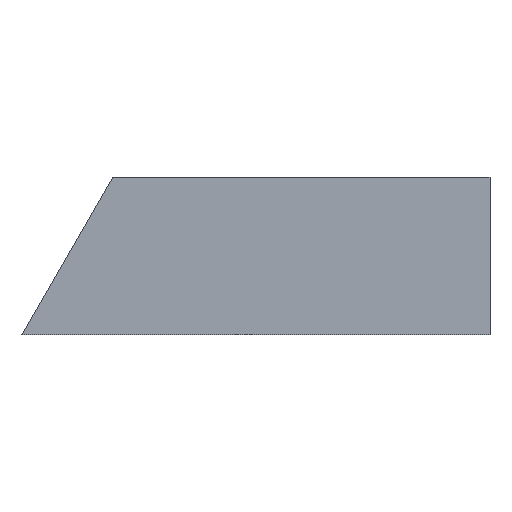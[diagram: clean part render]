
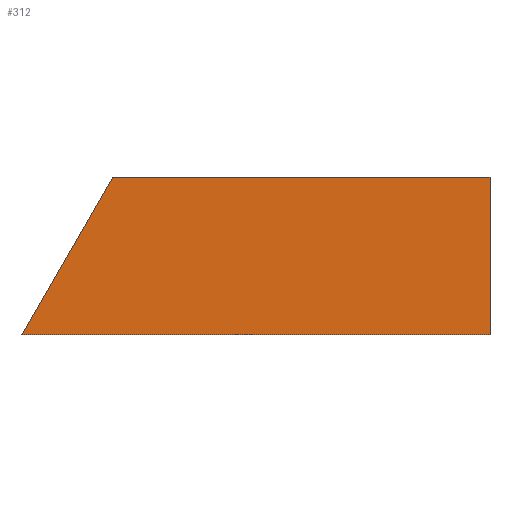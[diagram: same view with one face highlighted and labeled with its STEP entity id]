
A CAD part, front view. The second image highlights one B-rep face of the part: STEP entity #312.
In plain terms, the highlighted planar face has unit normal (0, -1, 0).
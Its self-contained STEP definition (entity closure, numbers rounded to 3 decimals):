
#32 = EDGE_CURVE('',#33,#35,#37,.T.);
#33 = VERTEX_POINT('',#34);
#34 = CARTESIAN_POINT('',(-18.887,-66.,-10.));
#35 = VERTEX_POINT('',#36);
#36 = CARTESIAN_POINT('',(-4.,-66.,-10.));
#37 = SURFACE_CURVE('',#38,(#42,#53),.PCURVE_S1.);
#38 = LINE('',#39,#40);
#39 = CARTESIAN_POINT('',(-16.,-66.,-10.));
#40 = VECTOR('',#41,1.);
#41 = DIRECTION('',(1.,0.,0.));
#42 = PCURVE('',#43,#48);
#43 = PLANE('',#44);
#44 = AXIS2_PLACEMENT_3D('',#45,#46,#47);
#45 = CARTESIAN_POINT('',(-10.,-42.,-10.));
#46 = DIRECTION('',(0.,0.,-1.));
#47 = DIRECTION('',(-1.,0.,0.));
#48 = DEFINITIONAL_REPRESENTATION('',(#49),#52);
#49 = B_SPLINE_CURVE_WITH_KNOTS('',1,(#50,#51),.UNSPECIFIED.,.F.,.F.,(2,
    2),(-2.887,12.),.PIECEWISE_BEZIER_KNOTS.);
#50 = CARTESIAN_POINT('',(8.887,-24.));
#51 = CARTESIAN_POINT('',(-6.,-24.));
#52 = ( GEOMETRIC_REPRESENTATION_CONTEXT(2) 
PARAMETRIC_REPRESENTATION_CONTEXT() REPRESENTATION_CONTEXT('2D SPACE',''
  ) );
#53 = PCURVE('',#54,#59);
#54 = PLANE('',#55);
#55 = AXIS2_PLACEMENT_3D('',#56,#57,#58);
#56 = CARTESIAN_POINT('',(-16.,-66.,-10.));
#57 = DIRECTION('',(0.,1.,0.));
#58 = DIRECTION('',(1.,0.,0.));
#59 = DEFINITIONAL_REPRESENTATION('',(#60),#63);
#60 = B_SPLINE_CURVE_WITH_KNOTS('',1,(#61,#62),.UNSPECIFIED.,.F.,.F.,(2,
    2),(-2.887,12.),.PIECEWISE_BEZIER_KNOTS.);
#61 = CARTESIAN_POINT('',(-2.887,0.));
#62 = CARTESIAN_POINT('',(12.,0.));
#63 = ( GEOMETRIC_REPRESENTATION_CONTEXT(2) 
PARAMETRIC_REPRESENTATION_CONTEXT() REPRESENTATION_CONTEXT('2D SPACE',''
  ) );
#80 = PLANE('',#81);
#81 = AXIS2_PLACEMENT_3D('',#82,#83,#84);
#82 = CARTESIAN_POINT('',(-18.5,-18.,-9.33));
#83 = DIRECTION('',(0.866,0.,-0.5));
#84 = DIRECTION('',(0.,-1.,0.));
#131 = PLANE('',#132);
#132 = AXIS2_PLACEMENT_3D('',#133,#134,#135);
#133 = CARTESIAN_POINT('',(-4.,-66.,-10.));
#134 = DIRECTION('',(-1.,0.,0.));
#135 = DIRECTION('',(0.,1.,0.));
#312 = ADVANCED_FACE('',(#313),#54,.F.);
#313 = FACE_BOUND('',#314,.F.);
#314 = EDGE_LOOP('',(#315,#336,#364,#385));
#315 = ORIENTED_EDGE('',*,*,#316,.T.);
#316 = EDGE_CURVE('',#33,#317,#319,.T.);
#317 = VERTEX_POINT('',#318);
#318 = CARTESIAN_POINT('',(-16.,-66.,-5.));
#319 = SURFACE_CURVE('',#320,(#324,#330),.PCURVE_S1.);
#320 = LINE('',#321,#322);
#321 = CARTESIAN_POINT('',(-18.333,-66.,-9.04));
#322 = VECTOR('',#323,1.);
#323 = DIRECTION('',(0.5,0.,0.866));
#324 = PCURVE('',#54,#325);
#325 = DEFINITIONAL_REPRESENTATION('',(#326),#329);
#326 = B_SPLINE_CURVE_WITH_KNOTS('',1,(#327,#328),.UNSPECIFIED.,.F.,.F.,
  (2,2),(-1.108,4.665),.PIECEWISE_BEZIER_KNOTS.);
#327 = CARTESIAN_POINT('',(-2.887,0.));
#328 = CARTESIAN_POINT('',(0.,-5.));
#329 = ( GEOMETRIC_REPRESENTATION_CONTEXT(2) 
PARAMETRIC_REPRESENTATION_CONTEXT() REPRESENTATION_CONTEXT('2D SPACE',''
  ) );
#330 = PCURVE('',#80,#331);
#331 = DEFINITIONAL_REPRESENTATION('',(#332),#335);
#332 = B_SPLINE_CURVE_WITH_KNOTS('',1,(#333,#334),.UNSPECIFIED.,.F.,.F.,
  (2,2),(-1.108,4.665),.PIECEWISE_BEZIER_KNOTS.);
#333 = CARTESIAN_POINT('',(48.,0.774));
#334 = CARTESIAN_POINT('',(48.,-5.));
#335 = ( GEOMETRIC_REPRESENTATION_CONTEXT(2) 
PARAMETRIC_REPRESENTATION_CONTEXT() REPRESENTATION_CONTEXT('2D SPACE',''
  ) );
#336 = ORIENTED_EDGE('',*,*,#337,.T.);
#337 = EDGE_CURVE('',#317,#338,#340,.T.);
#338 = VERTEX_POINT('',#339);
#339 = CARTESIAN_POINT('',(-4.,-66.,-5.));
#340 = SURFACE_CURVE('',#341,(#345,#352),.PCURVE_S1.);
#341 = LINE('',#342,#343);
#342 = CARTESIAN_POINT('',(-16.,-66.,-5.));
#343 = VECTOR('',#344,1.);
#344 = DIRECTION('',(1.,0.,0.));
#345 = PCURVE('',#54,#346);
#346 = DEFINITIONAL_REPRESENTATION('',(#347),#351);
#347 = LINE('',#348,#349);
#348 = CARTESIAN_POINT('',(0.,-5.));
#349 = VECTOR('',#350,1.);
#350 = DIRECTION('',(1.,0.));
#351 = ( GEOMETRIC_REPRESENTATION_CONTEXT(2) 
PARAMETRIC_REPRESENTATION_CONTEXT() REPRESENTATION_CONTEXT('2D SPACE',''
  ) );
#352 = PCURVE('',#353,#358);
#353 = PLANE('',#354);
#354 = AXIS2_PLACEMENT_3D('',#355,#356,#357);
#355 = CARTESIAN_POINT('',(-10.,-42.,-5.));
#356 = DIRECTION('',(0.,0.,-1.));
#357 = DIRECTION('',(-1.,0.,0.));
#358 = DEFINITIONAL_REPRESENTATION('',(#359),#363);
#359 = LINE('',#360,#361);
#360 = CARTESIAN_POINT('',(6.,-24.));
#361 = VECTOR('',#362,1.);
#362 = DIRECTION('',(-1.,0.));
#363 = ( GEOMETRIC_REPRESENTATION_CONTEXT(2) 
PARAMETRIC_REPRESENTATION_CONTEXT() REPRESENTATION_CONTEXT('2D SPACE',''
  ) );
#364 = ORIENTED_EDGE('',*,*,#365,.F.);
#365 = EDGE_CURVE('',#35,#338,#366,.T.);
#366 = SURFACE_CURVE('',#367,(#371,#378),.PCURVE_S1.);
#367 = LINE('',#368,#369);
#368 = CARTESIAN_POINT('',(-4.,-66.,-10.));
#369 = VECTOR('',#370,1.);
#370 = DIRECTION('',(0.,0.,1.));
#371 = PCURVE('',#54,#372);
#372 = DEFINITIONAL_REPRESENTATION('',(#373),#377);
#373 = LINE('',#374,#375);
#374 = CARTESIAN_POINT('',(12.,0.));
#375 = VECTOR('',#376,1.);
#376 = DIRECTION('',(0.,-1.));
#377 = ( GEOMETRIC_REPRESENTATION_CONTEXT(2) 
PARAMETRIC_REPRESENTATION_CONTEXT() REPRESENTATION_CONTEXT('2D SPACE',''
  ) );
#378 = PCURVE('',#131,#379);
#379 = DEFINITIONAL_REPRESENTATION('',(#380),#384);
#380 = LINE('',#381,#382);
#381 = CARTESIAN_POINT('',(0.,-0.));
#382 = VECTOR('',#383,1.);
#383 = DIRECTION('',(0.,-1.));
#384 = ( GEOMETRIC_REPRESENTATION_CONTEXT(2) 
PARAMETRIC_REPRESENTATION_CONTEXT() REPRESENTATION_CONTEXT('2D SPACE',''
  ) );
#385 = ORIENTED_EDGE('',*,*,#32,.F.);
